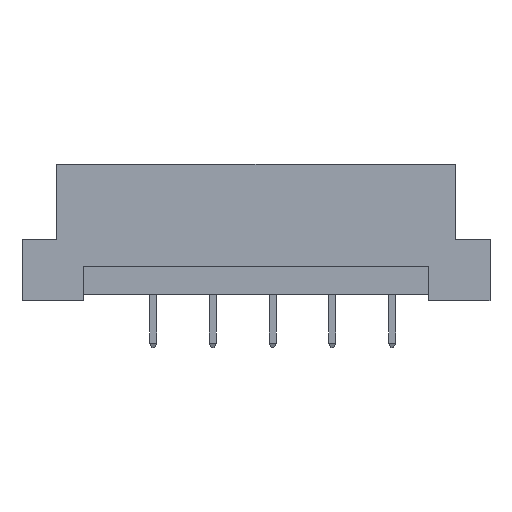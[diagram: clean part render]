
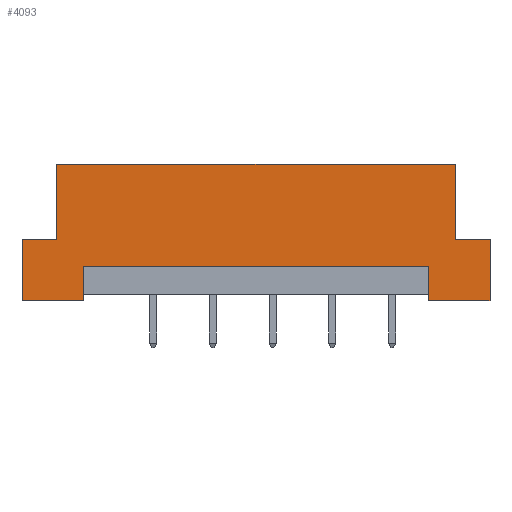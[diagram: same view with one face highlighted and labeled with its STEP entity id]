
A CAD part, front view. The second image highlights one B-rep face of the part: STEP entity #4093.
In plain terms, the highlighted planar face has unit normal (0, -1, 0).
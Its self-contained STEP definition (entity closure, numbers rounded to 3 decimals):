
#216 = CARTESIAN_POINT ( 'NONE',  ( 19.9, 0., 0. ) ) ;
#428 = VERTEX_POINT ( 'NONE', #6216 ) ;
#500 = VECTOR ( 'NONE', #6722, 1000. ) ;
#515 = CARTESIAN_POINT ( 'NONE',  ( -14.69, 0., 0.5 ) ) ;
#543 = CARTESIAN_POINT ( 'NONE',  ( 16.94, 0., 11.6 ) ) ;
#684 = DIRECTION ( 'NONE',  ( -1., 0., 0. ) ) ;
#689 = ORIENTED_EDGE ( 'NONE', *, *, #5287, .F. ) ;
#704 = DIRECTION ( 'NONE',  ( 0., 1., 0. ) ) ;
#728 = ORIENTED_EDGE ( 'NONE', *, *, #1017, .F. ) ;
#826 = EDGE_LOOP ( 'NONE', ( #6604, #3978, #3772, #6045, #6214, #2960, #728, #5638, #3498, #689, #4884, #1544 ) ) ;
#947 = LINE ( 'NONE', #6768, #981 ) ;
#960 = CARTESIAN_POINT ( 'NONE',  ( -16.94, 0., 11.6 ) ) ;
#962 = VERTEX_POINT ( 'NONE', #2536 ) ;
#981 = VECTOR ( 'NONE', #5222, 1000. ) ;
#991 = DIRECTION ( 'NONE',  ( 0., 0., -1. ) ) ;
#1017 = EDGE_CURVE ( 'NONE', #3525, #3589, #4879, .T. ) ;
#1218 = LINE ( 'NONE', #2627, #3244 ) ;
#1276 = VERTEX_POINT ( 'NONE', #4465 ) ;
#1329 = VECTOR ( 'NONE', #4085, 1000. ) ;
#1402 = CARTESIAN_POINT ( 'NONE',  ( -19.9, 0., 5.2 ) ) ;
#1474 = DIRECTION ( 'NONE',  ( 0., 0., 1. ) ) ;
#1539 = FACE_OUTER_BOUND ( 'NONE', #826, .T. ) ;
#1542 = VERTEX_POINT ( 'NONE', #5254 ) ;
#1544 = ORIENTED_EDGE ( 'NONE', *, *, #4768, .F. ) ;
#1554 = VECTOR ( 'NONE', #3059, 1000. ) ;
#1624 = CARTESIAN_POINT ( 'NONE',  ( -19.9, 0., 0. ) ) ;
#1733 = VERTEX_POINT ( 'NONE', #216 ) ;
#1996 = LINE ( 'NONE', #515, #4461 ) ;
#2026 = CARTESIAN_POINT ( 'NONE',  ( 14.69, 0., 2.9 ) ) ;
#2038 = CARTESIAN_POINT ( 'NONE',  ( 14.69, 0., 0.5 ) ) ;
#2166 = VERTEX_POINT ( 'NONE', #4441 ) ;
#2270 = EDGE_CURVE ( 'NONE', #428, #3589, #3644, .T. ) ;
#2280 = CARTESIAN_POINT ( 'NONE',  ( 19.9, 0., 0. ) ) ;
#2434 = VECTOR ( 'NONE', #3336, 1000. ) ;
#2534 = VERTEX_POINT ( 'NONE', #4948 ) ;
#2536 = CARTESIAN_POINT ( 'NONE',  ( 14.69, 0., 0. ) ) ;
#2627 = CARTESIAN_POINT ( 'NONE',  ( -16.94, 0., 5.2 ) ) ;
#2721 = EDGE_CURVE ( 'NONE', #1733, #962, #947, .T. ) ;
#2944 = LINE ( 'NONE', #1402, #4344 ) ;
#2960 = ORIENTED_EDGE ( 'NONE', *, *, #2270, .T. ) ;
#3053 = LINE ( 'NONE', #3083, #6694 ) ;
#3059 = DIRECTION ( 'NONE',  ( 0., 0., 1. ) ) ;
#3083 = CARTESIAN_POINT ( 'NONE',  ( 19.9, 0., 5.2 ) ) ;
#3244 = VECTOR ( 'NONE', #5952, 1000. ) ;
#3317 = LINE ( 'NONE', #2280, #4680 ) ;
#3336 = DIRECTION ( 'NONE',  ( 1., 0., 0. ) ) ;
#3443 = EDGE_CURVE ( 'NONE', #2534, #5309, #5167, .T. ) ;
#3498 = ORIENTED_EDGE ( 'NONE', *, *, #6069, .F. ) ;
#3525 = VERTEX_POINT ( 'NONE', #960 ) ;
#3589 = VERTEX_POINT ( 'NONE', #543 ) ;
#3637 = CARTESIAN_POINT ( 'NONE',  ( -19.9, 0., 0. ) ) ;
#3644 = LINE ( 'NONE', #6745, #1554 ) ;
#3703 = CARTESIAN_POINT ( 'NONE',  ( -19.9, 0., 11.6 ) ) ;
#3713 = LINE ( 'NONE', #1624, #6028 ) ;
#3772 = ORIENTED_EDGE ( 'NONE', *, *, #2721, .F. ) ;
#3978 = ORIENTED_EDGE ( 'NONE', *, *, #4313, .T. ) ;
#3988 = VERTEX_POINT ( 'NONE', #4579 ) ;
#4076 = CARTESIAN_POINT ( 'NONE',  ( -14.69, 0., 2.9 ) ) ;
#4084 = EDGE_CURVE ( 'NONE', #4913, #3525, #1218, .T. ) ;
#4085 = DIRECTION ( 'NONE',  ( -1., 0., 0. ) ) ;
#4093 = ADVANCED_FACE ( 'NONE', ( #1539 ), #5431, .F. ) ;
#4111 = AXIS2_PLACEMENT_3D ( 'NONE', #3703, #704, #4903 ) ;
#4313 = EDGE_CURVE ( 'NONE', #2534, #962, #5248, .T. ) ;
#4344 = VECTOR ( 'NONE', #4686, 1000. ) ;
#4373 = DIRECTION ( 'NONE',  ( 0., 0., -1. ) ) ;
#4441 = CARTESIAN_POINT ( 'NONE',  ( -19.9, 0., 5.2 ) ) ;
#4461 = VECTOR ( 'NONE', #991, 1000. ) ;
#4465 = CARTESIAN_POINT ( 'NONE',  ( -19.9, 0., 0. ) ) ;
#4548 = EDGE_CURVE ( 'NONE', #1542, #1733, #3317, .T. ) ;
#4579 = CARTESIAN_POINT ( 'NONE',  ( -14.69, 0., 0. ) ) ;
#4585 = VECTOR ( 'NONE', #1474, 1000. ) ;
#4680 = VECTOR ( 'NONE', #4373, 1000. ) ;
#4686 = DIRECTION ( 'NONE',  ( 1., 0., 0. ) ) ;
#4768 = EDGE_CURVE ( 'NONE', #5309, #3988, #1996, .T. ) ;
#4879 = LINE ( 'NONE', #5929, #2434 ) ;
#4884 = ORIENTED_EDGE ( 'NONE', *, *, #4942, .F. ) ;
#4903 = DIRECTION ( 'NONE',  ( 0., 0., 1. ) ) ;
#4913 = VERTEX_POINT ( 'NONE', #6457 ) ;
#4942 = EDGE_CURVE ( 'NONE', #3988, #1276, #3713, .T. ) ;
#4948 = CARTESIAN_POINT ( 'NONE',  ( 14.69, 0., 2.9 ) ) ;
#5167 = LINE ( 'NONE', #2026, #1329 ) ;
#5190 = DIRECTION ( 'NONE',  ( 1., 0., 0. ) ) ;
#5222 = DIRECTION ( 'NONE',  ( -1., 0., 0. ) ) ;
#5248 = LINE ( 'NONE', #2038, #500 ) ;
#5254 = CARTESIAN_POINT ( 'NONE',  ( 19.9, 0., 5.2 ) ) ;
#5287 = EDGE_CURVE ( 'NONE', #1276, #2166, #6735, .T. ) ;
#5309 = VERTEX_POINT ( 'NONE', #4076 ) ;
#5431 = PLANE ( 'NONE',  #4111 ) ;
#5638 = ORIENTED_EDGE ( 'NONE', *, *, #4084, .F. ) ;
#5929 = CARTESIAN_POINT ( 'NONE',  ( -19.9, 0., 11.6 ) ) ;
#5952 = DIRECTION ( 'NONE',  ( 0., 0., 1. ) ) ;
#6028 = VECTOR ( 'NONE', #684, 1000. ) ;
#6045 = ORIENTED_EDGE ( 'NONE', *, *, #4548, .F. ) ;
#6069 = EDGE_CURVE ( 'NONE', #2166, #4913, #2944, .T. ) ;
#6214 = ORIENTED_EDGE ( 'NONE', *, *, #6454, .F. ) ;
#6216 = CARTESIAN_POINT ( 'NONE',  ( 16.94, 0., 5.2 ) ) ;
#6454 = EDGE_CURVE ( 'NONE', #428, #1542, #3053, .T. ) ;
#6457 = CARTESIAN_POINT ( 'NONE',  ( -16.94, 0., 5.2 ) ) ;
#6604 = ORIENTED_EDGE ( 'NONE', *, *, #3443, .F. ) ;
#6694 = VECTOR ( 'NONE', #5190, 1000. ) ;
#6722 = DIRECTION ( 'NONE',  ( 0., 0., -1. ) ) ;
#6735 = LINE ( 'NONE', #3637, #4585 ) ;
#6745 = CARTESIAN_POINT ( 'NONE',  ( 16.94, 0., 5.2 ) ) ;
#6768 = CARTESIAN_POINT ( 'NONE',  ( -19.9, 0., 0. ) ) ;
